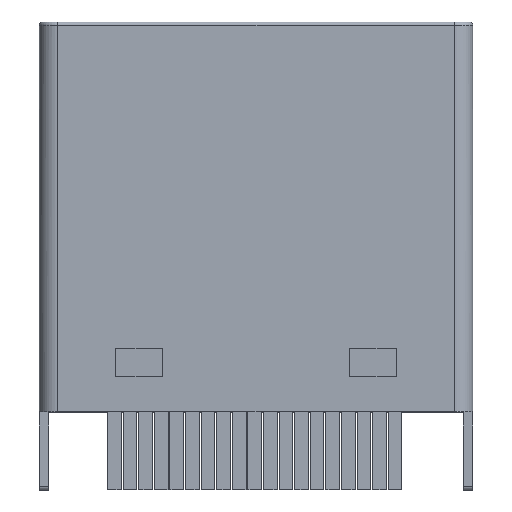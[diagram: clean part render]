
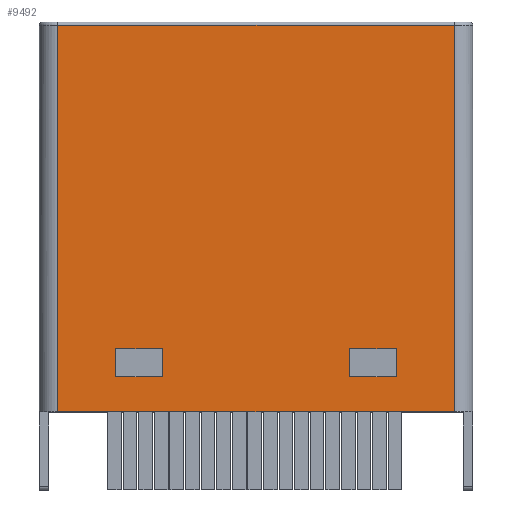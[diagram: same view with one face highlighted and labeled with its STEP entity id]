
A CAD part, top view. The second image highlights one B-rep face of the part: STEP entity #9492.
In plain terms, the highlighted planar face has unit normal (0, 0, 1).
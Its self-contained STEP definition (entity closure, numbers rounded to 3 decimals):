
#120=DIRECTION('',(1.,0.,0.));
#121=VECTOR('',#120,12.7);
#122=CARTESIAN_POINT('',(-6.35,-6.25,2.225));
#123=LINE('',#122,#121);
#3805=DIRECTION('',(1.,0.,0.));
#3806=VECTOR('',#3805,12.7);
#3807=CARTESIAN_POINT('',(-6.35,6.15,2.225));
#3808=LINE('',#3807,#3806);
#3812=DIRECTION('',(0.,-1.,0.));
#3813=VECTOR('',#3812,12.4);
#3814=CARTESIAN_POINT('',(6.35,6.15,2.225));
#3815=LINE('',#3814,#3813);
#3819=DIRECTION('',(0.,-1.,0.));
#3820=VECTOR('',#3819,12.4);
#3821=CARTESIAN_POINT('',(-6.35,6.15,2.225));
#3822=LINE('',#3821,#3820);
#3826=DIRECTION('',(0.,1.,0.));
#3827=VECTOR('',#3826,0.9);
#3828=CARTESIAN_POINT('',(4.5,-5.13,2.225));
#3829=LINE('',#3828,#3827);
#3833=DIRECTION('',(-1.,0.,0.));
#3834=VECTOR('',#3833,1.5);
#3835=CARTESIAN_POINT('',(4.5,-4.23,2.225));
#3836=LINE('',#3835,#3834);
#3840=DIRECTION('',(0.,-1.,0.));
#3841=VECTOR('',#3840,0.9);
#3842=CARTESIAN_POINT('',(3.,-4.23,2.225));
#3843=LINE('',#3842,#3841);
#3847=DIRECTION('',(1.,0.,0.));
#3848=VECTOR('',#3847,1.5);
#3849=CARTESIAN_POINT('',(3.,-5.13,2.225));
#3850=LINE('',#3849,#3848);
#3854=DIRECTION('',(-1.,0.,0.));
#3855=VECTOR('',#3854,1.5);
#3856=CARTESIAN_POINT('',(-3.,-4.23,2.225));
#3857=LINE('',#3856,#3855);
#3861=DIRECTION('',(0.,-1.,0.));
#3862=VECTOR('',#3861,0.9);
#3863=CARTESIAN_POINT('',(-4.5,-4.23,2.225));
#3864=LINE('',#3863,#3862);
#3868=DIRECTION('',(1.,0.,0.));
#3869=VECTOR('',#3868,1.5);
#3870=CARTESIAN_POINT('',(-4.5,-5.13,2.225));
#3871=LINE('',#3870,#3869);
#3875=DIRECTION('',(0.,1.,0.));
#3876=VECTOR('',#3875,0.9);
#3877=CARTESIAN_POINT('',(-3.,-5.13,2.225));
#3878=LINE('',#3877,#3876);
#5496=CARTESIAN_POINT('',(-6.35,-6.25,2.225));
#5497=CARTESIAN_POINT('',(6.35,-6.25,2.225));
#5498=VERTEX_POINT('',#5496);
#5499=VERTEX_POINT('',#5497);
#5866=CARTESIAN_POINT('',(-6.35,6.15,2.225));
#5867=VERTEX_POINT('',#5866);
#5870=CARTESIAN_POINT('',(6.35,6.15,2.225));
#5871=VERTEX_POINT('',#5870);
#5980=CARTESIAN_POINT('',(4.5,-5.13,2.225));
#5981=CARTESIAN_POINT('',(4.5,-4.23,2.225));
#5982=VERTEX_POINT('',#5980);
#5983=VERTEX_POINT('',#5981);
#5984=CARTESIAN_POINT('',(3.,-4.23,2.225));
#5985=VERTEX_POINT('',#5984);
#5986=CARTESIAN_POINT('',(3.,-5.13,2.225));
#5987=VERTEX_POINT('',#5986);
#5988=CARTESIAN_POINT('',(-3.,-4.23,2.225));
#5989=CARTESIAN_POINT('',(-4.5,-4.23,2.225));
#5990=VERTEX_POINT('',#5988);
#5991=VERTEX_POINT('',#5989);
#5992=CARTESIAN_POINT('',(-4.5,-5.13,2.225));
#5993=VERTEX_POINT('',#5992);
#5994=CARTESIAN_POINT('',(-3.,-5.13,2.225));
#5995=VERTEX_POINT('',#5994);
#9460=CARTESIAN_POINT('',(-6.95,-6.25,2.225));
#9461=DIRECTION('',(0.,0.,1.));
#9462=DIRECTION('',(1.,0.,0.));
#9463=AXIS2_PLACEMENT_3D('',#9460,#9461,#9462);
#9464=PLANE('',#9463);
#9465=ORIENTED_EDGE('',*,*,#9280,.T.);
#9466=ORIENTED_EDGE('',*,*,#9453,.T.);
#9467=ORIENTED_EDGE('',*,*,#6551,.F.);
#9469=ORIENTED_EDGE('',*,*,#9468,.F.);
#9470=EDGE_LOOP('',(#9465,#9466,#9467,#9469));
#9471=FACE_OUTER_BOUND('',#9470,.F.);
#9473=ORIENTED_EDGE('',*,*,#9472,.T.);
#9475=ORIENTED_EDGE('',*,*,#9474,.T.);
#9477=ORIENTED_EDGE('',*,*,#9476,.T.);
#9479=ORIENTED_EDGE('',*,*,#9478,.T.);
#9480=EDGE_LOOP('',(#9473,#9475,#9477,#9479));
#9481=FACE_BOUND('',#9480,.F.);
#9483=ORIENTED_EDGE('',*,*,#9482,.T.);
#9485=ORIENTED_EDGE('',*,*,#9484,.T.);
#9487=ORIENTED_EDGE('',*,*,#9486,.T.);
#9489=ORIENTED_EDGE('',*,*,#9488,.T.);
#9490=EDGE_LOOP('',(#9483,#9485,#9487,#9489));
#9491=FACE_BOUND('',#9490,.F.);
#9492=ADVANCED_FACE('',(#9471,#9481,#9491),#9464,.T.);
#6551=EDGE_CURVE('',#5498,#5499,#123,.T.);
#9280=EDGE_CURVE('',#5867,#5871,#3808,.T.);
#9453=EDGE_CURVE('',#5871,#5499,#3815,.T.);
#9468=EDGE_CURVE('',#5867,#5498,#3822,.T.);
#9472=EDGE_CURVE('',#5982,#5983,#3829,.T.);
#9474=EDGE_CURVE('',#5983,#5985,#3836,.T.);
#9476=EDGE_CURVE('',#5985,#5987,#3843,.T.);
#9478=EDGE_CURVE('',#5987,#5982,#3850,.T.);
#9482=EDGE_CURVE('',#5990,#5991,#3857,.T.);
#9484=EDGE_CURVE('',#5991,#5993,#3864,.T.);
#9486=EDGE_CURVE('',#5993,#5995,#3871,.T.);
#9488=EDGE_CURVE('',#5995,#5990,#3878,.T.);
